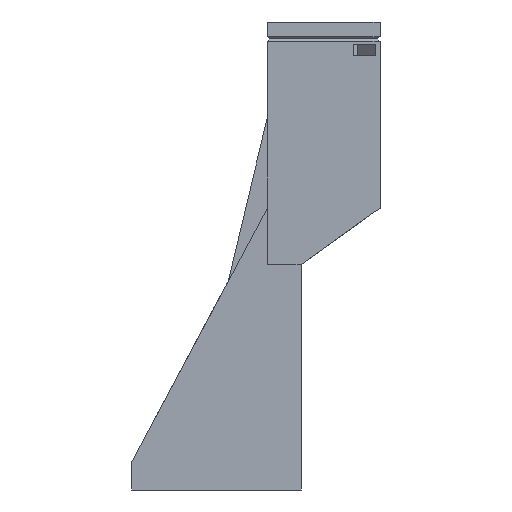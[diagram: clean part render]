
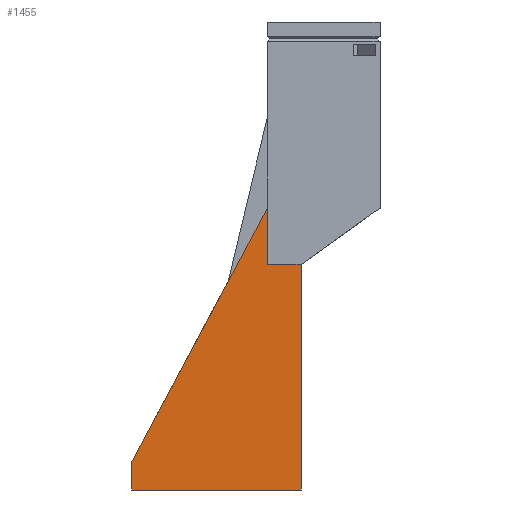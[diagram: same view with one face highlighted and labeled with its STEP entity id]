
A CAD part, front view. The second image highlights one B-rep face of the part: STEP entity #1455.
In plain terms, the highlighted planar face has unit normal (0, -1, 0).
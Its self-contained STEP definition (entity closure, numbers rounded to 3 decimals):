
#752 = VERTEX_POINT('',#753);
#753 = CARTESIAN_POINT('',(-10.,-11.,10.));
#770 = VERTEX_POINT('',#771);
#771 = CARTESIAN_POINT('',(-4.,-11.,0.));
#777 = EDGE_CURVE('',#778,#770,#780,.T.);
#778 = VERTEX_POINT('',#779);
#779 = CARTESIAN_POINT('',(-10.,-11.,0.));
#780 = LINE('',#781,#782);
#781 = CARTESIAN_POINT('',(-10.,-11.,0.));
#782 = VECTOR('',#783,1.);
#783 = DIRECTION('',(1.,0.,0.));
#785 = EDGE_CURVE('',#778,#752,#786,.T.);
#786 = LINE('',#787,#788);
#787 = CARTESIAN_POINT('',(-10.,-11.,0.));
#788 = VECTOR('',#789,1.);
#789 = DIRECTION('',(0.,0.,1.));
#1437 = VERTEX_POINT('',#1438);
#1438 = CARTESIAN_POINT('',(-16.933,-11.,-3.));
#1445 = EDGE_CURVE('',#1437,#752,#1446,.T.);
#1446 = LINE('',#1447,#1448);
#1447 = CARTESIAN_POINT('',(-12.076,-11.,6.107));
#1448 = VECTOR('',#1449,1.);
#1449 = DIRECTION('',(0.471,0.,0.882));
#1455 = ADVANCED_FACE('',(#1456),#1491,.F.);
#1456 = FACE_BOUND('',#1457,.F.);
#1457 = EDGE_LOOP('',(#1458,#1466,#1474,#1482,#1488,#1489,#1490));
#1458 = ORIENTED_EDGE('',*,*,#1459,.F.);
#1459 = EDGE_CURVE('',#1460,#770,#1462,.T.);
#1460 = VERTEX_POINT('',#1461);
#1461 = CARTESIAN_POINT('',(-4.,-11.,-40.));
#1462 = LINE('',#1463,#1464);
#1463 = CARTESIAN_POINT('',(-4.,-11.,0.));
#1464 = VECTOR('',#1465,1.);
#1465 = DIRECTION('',(0.,0.,1.));
#1466 = ORIENTED_EDGE('',*,*,#1467,.F.);
#1467 = EDGE_CURVE('',#1468,#1460,#1470,.T.);
#1468 = VERTEX_POINT('',#1469);
#1469 = CARTESIAN_POINT('',(-34.,-11.,-40.));
#1470 = LINE('',#1471,#1472);
#1471 = CARTESIAN_POINT('',(-7.,-11.,-40.));
#1472 = VECTOR('',#1473,1.);
#1473 = DIRECTION('',(1.,0.,0.));
#1474 = ORIENTED_EDGE('',*,*,#1475,.F.);
#1475 = EDGE_CURVE('',#1476,#1468,#1478,.T.);
#1476 = VERTEX_POINT('',#1477);
#1477 = CARTESIAN_POINT('',(-34.,-11.,-35.));
#1478 = LINE('',#1479,#1480);
#1479 = CARTESIAN_POINT('',(-34.,-11.,-20.));
#1480 = VECTOR('',#1481,1.);
#1481 = DIRECTION('',(0.,0.,-1.));
#1482 = ORIENTED_EDGE('',*,*,#1483,.T.);
#1483 = EDGE_CURVE('',#1476,#1437,#1484,.T.);
#1484 = LINE('',#1485,#1486);
#1485 = CARTESIAN_POINT('',(-12.076,-11.,6.107));
#1486 = VECTOR('',#1487,1.);
#1487 = DIRECTION('',(0.471,0.,0.882));
#1488 = ORIENTED_EDGE('',*,*,#1445,.T.);
#1489 = ORIENTED_EDGE('',*,*,#785,.F.);
#1490 = ORIENTED_EDGE('',*,*,#777,.T.);
#1491 = PLANE('',#1492);
#1492 = AXIS2_PLACEMENT_3D('',#1493,#1494,#1495);
#1493 = CARTESIAN_POINT('',(-10.,-11.,0.));
#1494 = DIRECTION('',(0.,1.,0.));
#1495 = DIRECTION('',(1.,0.,0.));
